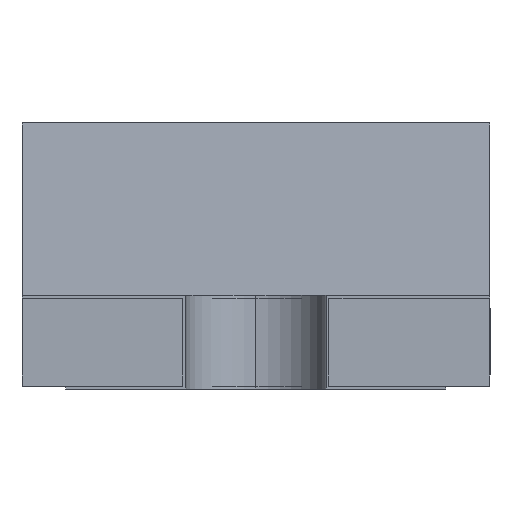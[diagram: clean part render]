
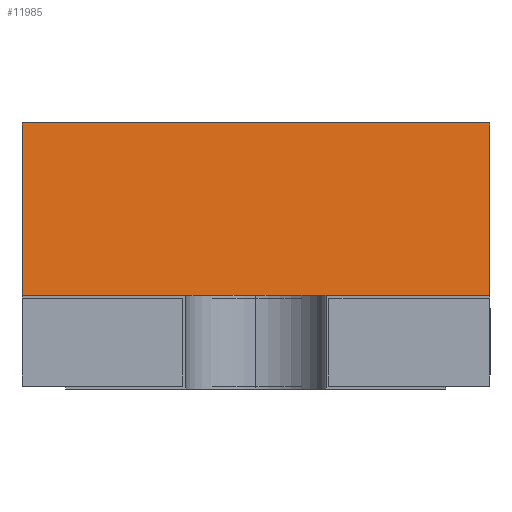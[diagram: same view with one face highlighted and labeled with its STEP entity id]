
A CAD part, left-side view. The second image highlights one B-rep face of the part: STEP entity #11985.
In plain terms, the highlighted planar face has unit normal (-0.996, 0, 0.087).
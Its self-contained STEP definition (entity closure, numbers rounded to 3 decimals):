
#47 = VERTEX_POINT ( 'NONE', #9385 ) ;
#166 = LINE ( 'NONE', #1230, #521 ) ;
#521 = VECTOR ( 'NONE', #7710, 1000. ) ;
#800 = VECTOR ( 'NONE', #3698, 1000. ) ;
#915 = VERTEX_POINT ( 'NONE', #2443 ) ;
#1230 = CARTESIAN_POINT ( 'NONE',  ( -0.9, 0.8, 0.3 ) ) ;
#1608 = VECTOR ( 'NONE', #8982, 1000. ) ;
#1812 = VERTEX_POINT ( 'NONE', #13044 ) ;
#1858 = LINE ( 'NONE', #13647, #800 ) ;
#2443 = CARTESIAN_POINT ( 'NONE',  ( -0.848, -0.8, 0.9 ) ) ;
#2652 = EDGE_CURVE ( 'NONE', #4948, #47, #1858, .T. ) ;
#2725 = DIRECTION ( 'NONE',  ( 0., -1., 0. ) ) ;
#3055 = CARTESIAN_POINT ( 'NONE',  ( -0.848, -0.8, 0.9 ) ) ;
#3095 = ORIENTED_EDGE ( 'NONE', *, *, #10581, .F. ) ;
#3503 = ORIENTED_EDGE ( 'NONE', *, *, #7279, .F. ) ;
#3698 = DIRECTION ( 'NONE',  ( 0.087, 0., 0.996 ) ) ;
#4066 = DIRECTION ( 'NONE',  ( -0.087, 0., -0.996 ) ) ;
#4776 = EDGE_CURVE ( 'NONE', #4948, #1812, #166, .T. ) ;
#4948 = VERTEX_POINT ( 'NONE', #5446 ) ;
#5116 = AXIS2_PLACEMENT_3D ( 'NONE', #7339, #10382, #2725 ) ;
#5446 = CARTESIAN_POINT ( 'NONE',  ( -0.9, 0.8, 0.3 ) ) ;
#5840 = LINE ( 'NONE', #12048, #1608 ) ;
#7279 = EDGE_CURVE ( 'NONE', #47, #915, #5840, .T. ) ;
#7339 = CARTESIAN_POINT ( 'NONE',  ( -0.848, 0., 0.9 ) ) ;
#7710 = DIRECTION ( 'NONE',  ( 0., -1., 0. ) ) ;
#7891 = PLANE ( 'NONE',  #5116 ) ;
#8267 = VECTOR ( 'NONE', #4066, 1000. ) ;
#8982 = DIRECTION ( 'NONE',  ( 0., -1., 0. ) ) ;
#9070 = FACE_OUTER_BOUND ( 'NONE', #14003, .T. ) ;
#9385 = CARTESIAN_POINT ( 'NONE',  ( -0.848, 0.8, 0.9 ) ) ;
#10382 = DIRECTION ( 'NONE',  ( 0.996, 0., -0.087 ) ) ;
#10390 = ORIENTED_EDGE ( 'NONE', *, *, #4776, .T. ) ;
#10581 = EDGE_CURVE ( 'NONE', #915, #1812, #12562, .T. ) ;
#11985 = ADVANCED_FACE ( 'NONE', ( #9070 ), #7891, .F. ) ;
#12048 = CARTESIAN_POINT ( 'NONE',  ( -0.848, 0., 0.9 ) ) ;
#12562 = LINE ( 'NONE', #3055, #8267 ) ;
#13044 = CARTESIAN_POINT ( 'NONE',  ( -0.9, -0.8, 0.3 ) ) ;
#13183 = ORIENTED_EDGE ( 'NONE', *, *, #2652, .F. ) ;
#13647 = CARTESIAN_POINT ( 'NONE',  ( -0.848, 0.8, 0.895 ) ) ;
#14003 = EDGE_LOOP ( 'NONE', ( #13183, #10390, #3095, #3503 ) ) ;
